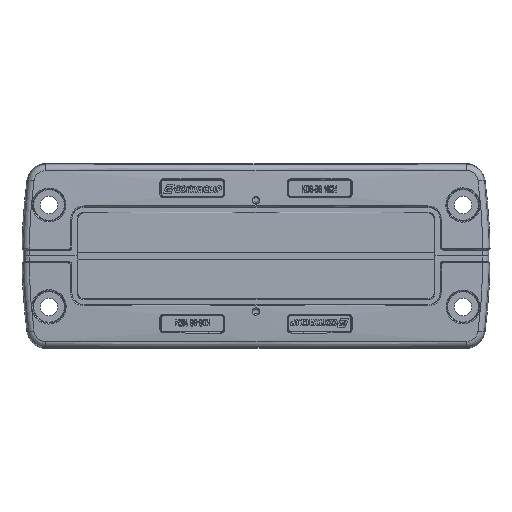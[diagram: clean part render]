
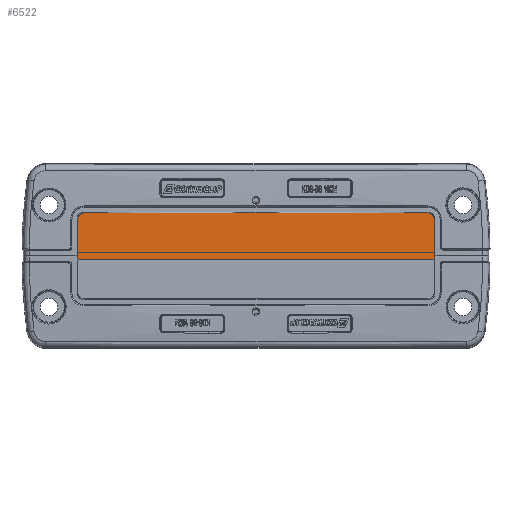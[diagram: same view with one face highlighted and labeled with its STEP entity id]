
A CAD part, top view. The second image highlights one B-rep face of the part: STEP entity #6522.
In plain terms, the highlighted planar face has unit normal (0, 0, 1).
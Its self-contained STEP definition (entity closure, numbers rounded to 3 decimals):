
#6522=ADVANCED_FACE('',(#9820),#8199,.F.);
#8199=PLANE('',#42055);
#9820=FACE_OUTER_BOUND('',#12244,.T.);
#12244=EDGE_LOOP('',(#19411,#19412,#19413,#19414));
#19411=ORIENTED_EDGE('',*,*,#32047,.F.);
#19412=ORIENTED_EDGE('',*,*,#32043,.T.);
#19413=ORIENTED_EDGE('',*,*,#32048,.T.);
#19414=ORIENTED_EDGE('',*,*,#32049,.F.);
#27218=VERTEX_POINT('',#71450);
#27220=VERTEX_POINT('',#71454);
#27223=VERTEX_POINT('',#71464);
#27224=VERTEX_POINT('',#71466);
#32043=EDGE_CURVE('',#27218,#27220,#36366,.T.);
#32047=EDGE_CURVE('',#27218,#27223,#36370,.T.);
#32048=EDGE_CURVE('',#27220,#27224,#36371,.T.);
#32049=EDGE_CURVE('',#27223,#27224,#36372,.T.);
#36366=LINE('',#71455,#39275);
#36370=LINE('',#71463,#39279);
#36371=LINE('',#71465,#39280);
#36372=LINE('',#71467,#39281);
#39275=VECTOR('',#47248,1.);
#39279=VECTOR('',#47256,1.);
#39280=VECTOR('',#47257,1.);
#39281=VECTOR('',#47258,1.);
#42055=AXIS2_PLACEMENT_3D('',#71468,#47259,#47260);
#47248=DIRECTION('',(1.,0.,0.));
#47256=DIRECTION('',(0.,1.,0.));
#47257=DIRECTION('',(0.,1.,0.));
#47258=DIRECTION('',(1.,0.,0.));
#47259=DIRECTION('',(0.,0.,-1.));
#47260=DIRECTION('',(0.,-1.,0.));
#71450=CARTESIAN_POINT('',(-56.999,13.3,7.292));
#71454=CARTESIAN_POINT('',(57.001,13.3,7.292));
#71455=CARTESIAN_POINT('',(-932.999,13.3,7.292));
#71463=CARTESIAN_POINT('',(-56.999,12.,7.292));
#71464=CARTESIAN_POINT('',(-56.999,33.,7.292));
#71465=CARTESIAN_POINT('',(57.001,12.,7.292));
#71466=CARTESIAN_POINT('',(57.001,33.,7.292));
#71467=CARTESIAN_POINT('',(-932.999,33.,7.292));
#71468=CARTESIAN_POINT('',(-932.999,12.,7.292));
